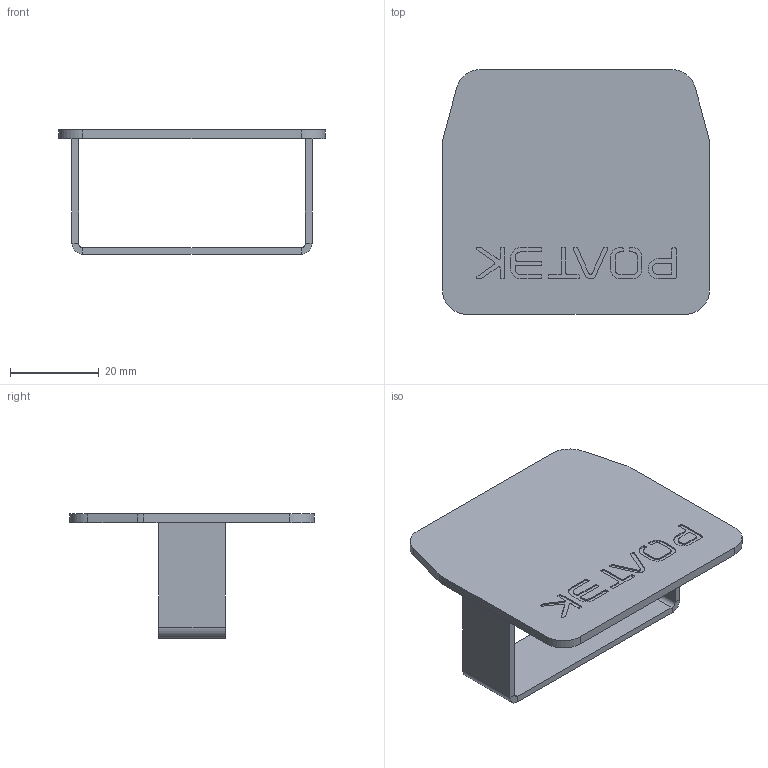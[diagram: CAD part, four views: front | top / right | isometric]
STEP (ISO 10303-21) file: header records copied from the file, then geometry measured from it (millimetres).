
FILE_DESCRIPTION(('STEP AP203'), '1');
FILE_NAME('兴073.01.00.000 青汶篪赅 (瘟)', '2015-09-25T05:34:21', ('扬铕邂'), ('形艘菔'), 'ASCON STEP Converter 1.3', 'ASCON Math Kernel', '');
FILE_SCHEMA(('CONFIG_CONTROL_DESIGN'));
Length unit declared in the file: millimetre
Products named in the file (1): 倓073.01.00.00016
Bounding box: 60 x 55 x 28 mm (x, y, z)
Volume: 8675.3 mm3; surface area: 10225.2 mm2
Topology: 1 solids, 1 shells, 155 faces, 422 edges, 276 vertices
Faces by surface type: plane 88, cylinder 67
Entity records: 4946 total; most frequent: DIRECTION 868, CARTESIAN_POINT 854, ORIENTED_EDGE 844, EDGE_CURVE 422, AXIS2_PLACEMENT_3D 290, LINE 288, VECTOR 288, VERTEX_POINT 276
